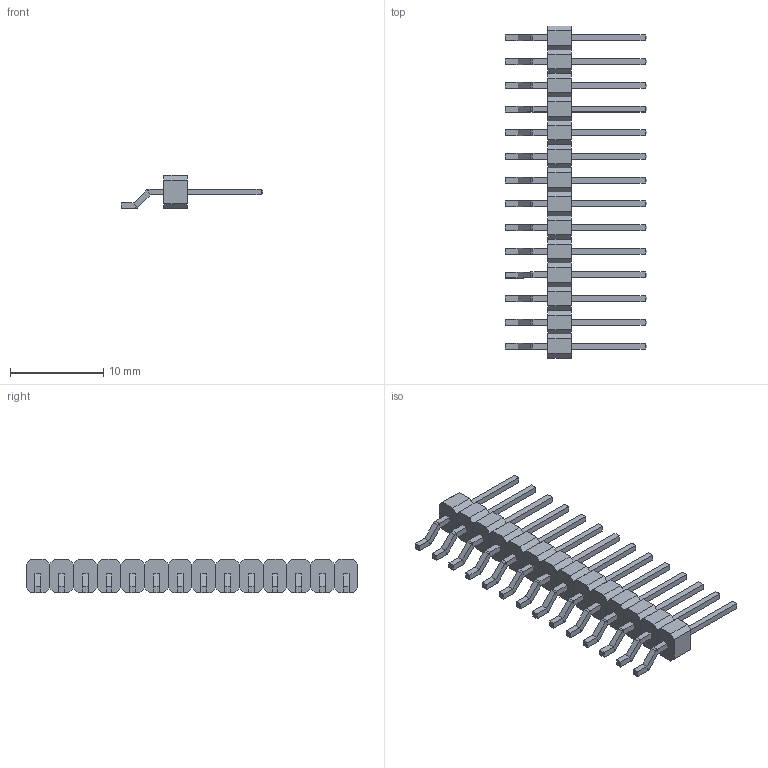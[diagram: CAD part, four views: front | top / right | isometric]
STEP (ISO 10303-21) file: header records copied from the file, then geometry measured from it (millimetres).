
FILE_DESCRIPTION(('FreeCAD Model'),'2;1');
FILE_NAME('Open CASCADE Shape Model','2021-01-12T14:20:11',( 'Krisjanis Rijnieks'),('NOT-19 (Aalto Fablab)'), 'Open CASCADE STEP processor 7.4','FreeCAD','Unknown');
FILE_SCHEMA(('AUTOMOTIVE_DESIGN { 1 0 10303 214 1 1 1 1 }'));
Length unit declared in the file: millimetre
Products named in the file (5): Header_SMD_01x08_P2_54mm_Horizontal_Male; Array; Pin; Array001; Insulation
Assembly tree (30 placements, depth 3):
  Header_SMD_01x08_P2_54mm_Horizontal_Male
    Array
      Pin  x14
    Array001
      Insulation  x14
Bounding box: 15.19 x 35.56 x 3.56 mm (x, y, z)
Volume: 393.7 mm3; surface area: 1203.4 mm2
Topology: 28 solids, 28 shells, 588 faces, 1260 edges, 728 vertices
Faces by surface type: plane 560, revolution 28
Entity records: 1403 total; most frequent: DIRECTION 240, CARTESIAN_POINT 217, ORIENTED_EDGE 180, EDGE_CURVE 90, LINE 88, VECTOR 88, AXIS2_PLACEMENT_3D 75, VERTEX_POINT 52
